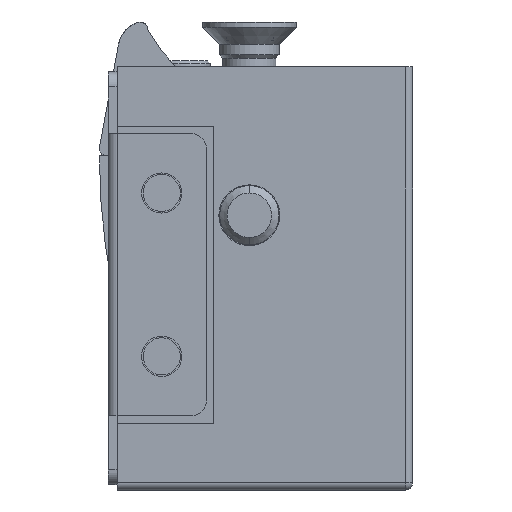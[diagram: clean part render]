
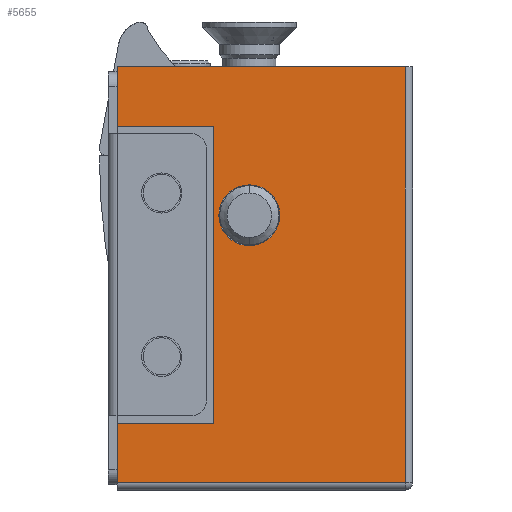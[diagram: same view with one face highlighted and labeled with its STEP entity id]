
A CAD part, front view. The second image highlights one B-rep face of the part: STEP entity #5655.
In plain terms, the highlighted planar face has unit normal (0, -1, 0).
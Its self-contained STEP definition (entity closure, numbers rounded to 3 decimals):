
#54 = ORIENTED_EDGE ( 'NONE', *, *, #11736, .F. ) ;
#274 = DIRECTION ( 'NONE',  ( 0., 0., 1. ) ) ;
#423 = AXIS2_PLACEMENT_3D ( 'NONE', #12056, #527, #4161 ) ;
#501 = CARTESIAN_POINT ( 'NONE',  ( 0., 0., 24.5 ) ) ;
#527 = DIRECTION ( 'NONE',  ( 0., -1., 0. ) ) ;
#610 = LINE ( 'NONE', #2582, #7157 ) ;
#621 = CARTESIAN_POINT ( 'NONE',  ( 6.5, 0., 24.5 ) ) ;
#841 = CARTESIAN_POINT ( 'NONE',  ( 0., 0., 4.5 ) ) ;
#1005 = ORIENTED_EDGE ( 'NONE', *, *, #1065, .F. ) ;
#1065 = EDGE_CURVE ( 'NONE', #1435, #10801, #11727, .T. ) ;
#1435 = VERTEX_POINT ( 'NONE', #11133 ) ;
#1497 = DIRECTION ( 'NONE',  ( 0., 0., -1. ) ) ;
#1802 = ORIENTED_EDGE ( 'NONE', *, *, #9902, .F. ) ;
#1934 = CARTESIAN_POINT ( 'NONE',  ( 19.4, 0., 0.5 ) ) ;
#2042 = CARTESIAN_POINT ( 'NONE',  ( 19.4, 0., 28.5 ) ) ;
#2176 = VERTEX_POINT ( 'NONE', #7180 ) ;
#2259 = CARTESIAN_POINT ( 'NONE',  ( 0., 0., 24.5 ) ) ;
#2582 = CARTESIAN_POINT ( 'NONE',  ( 0., 0., 28.5 ) ) ;
#3140 = EDGE_LOOP ( 'NONE', ( #1005, #1802 ) ) ;
#3169 = VERTEX_POINT ( 'NONE', #2042 ) ;
#3253 = VERTEX_POINT ( 'NONE', #9765 ) ;
#3315 = ORIENTED_EDGE ( 'NONE', *, *, #12129, .F. ) ;
#3646 = AXIS2_PLACEMENT_3D ( 'NONE', #3671, #7583, #4682 ) ;
#3669 = CARTESIAN_POINT ( 'NONE',  ( 0., 0., 28.5 ) ) ;
#3671 = CARTESIAN_POINT ( 'NONE',  ( 8.9, 0., 18.5 ) ) ;
#3774 = EDGE_CURVE ( 'NONE', #3253, #10264, #610, .T. ) ;
#4079 = CIRCLE ( 'NONE', #423, 2.05 ) ;
#4147 = ORIENTED_EDGE ( 'NONE', *, *, #12049, .T. ) ;
#4161 = DIRECTION ( 'NONE',  ( 0., 0., 1. ) ) ;
#4220 = ORIENTED_EDGE ( 'NONE', *, *, #6265, .F. ) ;
#4286 = VERTEX_POINT ( 'NONE', #841 ) ;
#4488 = DIRECTION ( 'NONE',  ( 1., 0., 0. ) ) ;
#4583 = EDGE_CURVE ( 'NONE', #2176, #12451, #12095, .T. ) ;
#4615 = VECTOR ( 'NONE', #4488, 1000. ) ;
#4682 = DIRECTION ( 'NONE',  ( 0., 0., 1. ) ) ;
#5109 = FACE_OUTER_BOUND ( 'NONE', #12385, .T. ) ;
#5227 = FACE_BOUND ( 'NONE', #3140, .T. ) ;
#5655 = ADVANCED_FACE ( 'NONE', ( #5227, #5109 ), #8886, .F. ) ;
#6002 = CARTESIAN_POINT ( 'NONE',  ( 19.4, 0., 28.5 ) ) ;
#6056 = CARTESIAN_POINT ( 'NONE',  ( 6.5, 0., 4.5 ) ) ;
#6146 = ORIENTED_EDGE ( 'NONE', *, *, #8181, .T. ) ;
#6265 = EDGE_CURVE ( 'NONE', #3253, #3169, #9287, .T. ) ;
#6711 = VERTEX_POINT ( 'NONE', #10083 ) ;
#6726 = CARTESIAN_POINT ( 'NONE',  ( 0., 0., 4.5 ) ) ;
#7157 = VECTOR ( 'NONE', #10239, 1000. ) ;
#7180 = CARTESIAN_POINT ( 'NONE',  ( 0., 0., 0.5 ) ) ;
#7583 = DIRECTION ( 'NONE',  ( 0., -1., 0. ) ) ;
#8140 = ORIENTED_EDGE ( 'NONE', *, *, #4583, .T. ) ;
#8181 = EDGE_CURVE ( 'NONE', #4286, #2176, #8562, .T. ) ;
#8232 = DIRECTION ( 'NONE',  ( 0., 0., 1. ) ) ;
#8562 = LINE ( 'NONE', #10168, #10095 ) ;
#8613 = LINE ( 'NONE', #6726, #9757 ) ;
#8708 = DIRECTION ( 'NONE',  ( 0., 0., 1. ) ) ;
#8886 = PLANE ( 'NONE',  #9433 ) ;
#8896 = LINE ( 'NONE', #6002, #11172 ) ;
#9029 = LINE ( 'NONE', #2259, #12178 ) ;
#9086 = DIRECTION ( 'NONE',  ( -1., 0., 0. ) ) ;
#9287 = LINE ( 'NONE', #3669, #4615 ) ;
#9302 = CARTESIAN_POINT ( 'NONE',  ( 19.9, 0., 0.5 ) ) ;
#9398 = ORIENTED_EDGE ( 'NONE', *, *, #3774, .T. ) ;
#9402 = CARTESIAN_POINT ( 'NONE',  ( 8.9, 0., 16.45 ) ) ;
#9433 = AXIS2_PLACEMENT_3D ( 'NONE', #11041, #9964, #274 ) ;
#9757 = VECTOR ( 'NONE', #10583, 1000. ) ;
#9765 = CARTESIAN_POINT ( 'NONE',  ( 0., 0., 28.5 ) ) ;
#9902 = EDGE_CURVE ( 'NONE', #10801, #1435, #4079, .T. ) ;
#9909 = VERTEX_POINT ( 'NONE', #6056 ) ;
#9964 = DIRECTION ( 'NONE',  ( 0., 1., 0. ) ) ;
#10083 = CARTESIAN_POINT ( 'NONE',  ( 6.5, 0., 24.5 ) ) ;
#10095 = VECTOR ( 'NONE', #1497, 1000. ) ;
#10168 = CARTESIAN_POINT ( 'NONE',  ( 0., 0., 28.5 ) ) ;
#10239 = DIRECTION ( 'NONE',  ( 0., 0., -1. ) ) ;
#10264 = VERTEX_POINT ( 'NONE', #501 ) ;
#10318 = DIRECTION ( 'NONE',  ( 1., 0., 0. ) ) ;
#10348 = EDGE_CURVE ( 'NONE', #9909, #6711, #12146, .T. ) ;
#10583 = DIRECTION ( 'NONE',  ( 1., 0., 0. ) ) ;
#10801 = VERTEX_POINT ( 'NONE', #9402 ) ;
#11041 = CARTESIAN_POINT ( 'NONE',  ( 0., 0., 28.5 ) ) ;
#11133 = CARTESIAN_POINT ( 'NONE',  ( 8.9, 0., 20.55 ) ) ;
#11172 = VECTOR ( 'NONE', #8708, 1000. ) ;
#11233 = VECTOR ( 'NONE', #10318, 1000. ) ;
#11358 = ORIENTED_EDGE ( 'NONE', *, *, #10348, .F. ) ;
#11727 = CIRCLE ( 'NONE', #3646, 2.05 ) ;
#11736 = EDGE_CURVE ( 'NONE', #4286, #9909, #8613, .T. ) ;
#11970 = VECTOR ( 'NONE', #8232, 1000. ) ;
#12049 = EDGE_CURVE ( 'NONE', #12451, #3169, #8896, .T. ) ;
#12056 = CARTESIAN_POINT ( 'NONE',  ( 8.9, 0., 18.5 ) ) ;
#12095 = LINE ( 'NONE', #9302, #11233 ) ;
#12129 = EDGE_CURVE ( 'NONE', #6711, #10264, #9029, .T. ) ;
#12146 = LINE ( 'NONE', #621, #11970 ) ;
#12178 = VECTOR ( 'NONE', #9086, 1000. ) ;
#12385 = EDGE_LOOP ( 'NONE', ( #6146, #8140, #4147, #4220, #9398, #3315, #11358, #54 ) ) ;
#12451 = VERTEX_POINT ( 'NONE', #1934 ) ;
